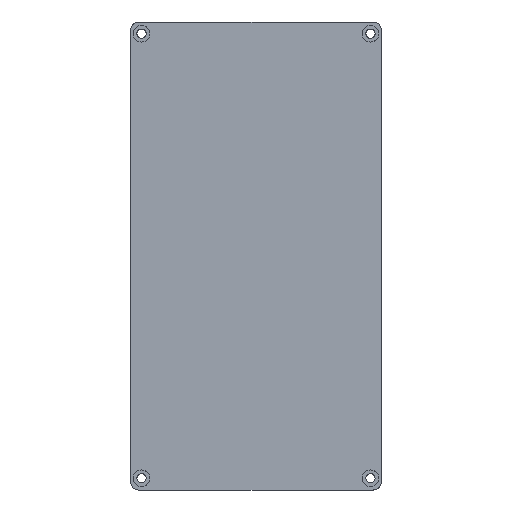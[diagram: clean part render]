
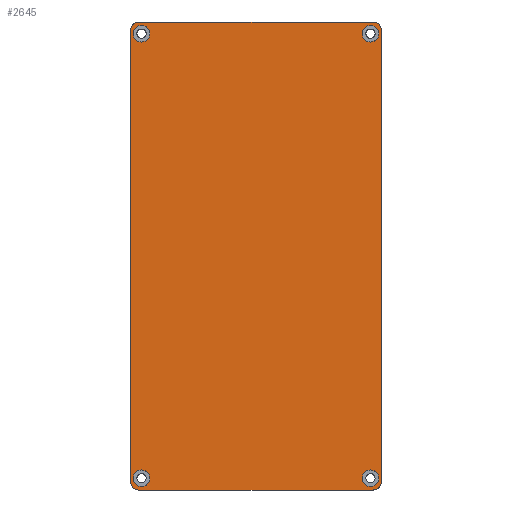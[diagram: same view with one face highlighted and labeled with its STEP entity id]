
A CAD part, front view. The second image highlights one B-rep face of the part: STEP entity #2645.
In plain terms, the highlighted free-form (B-spline) face has degree [1, 1] with [2, 2] control points.
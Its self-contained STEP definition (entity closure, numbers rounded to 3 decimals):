
#1919 = VERTEX_POINT('',#1920);
#1920 = CARTESIAN_POINT('',(59.77,0.,-125.188));
#1925 = EDGE_CURVE('',#1919,#1919,#1926,.T.);
#1926 = ( BOUNDED_CURVE() B_SPLINE_CURVE(2,(#1927,#1928,#1929,#1930,
#1931,#1932,#1933),.UNSPECIFIED.,.T.,.F.) B_SPLINE_CURVE_WITH_KNOTS((3,2
    ,2,3),(3.142,5.236,7.33,9.425),
.PIECEWISE_BEZIER_KNOTS.) CURVE() GEOMETRIC_REPRESENTATION_ITEM() 
RATIONAL_B_SPLINE_CURVE((1.,0.5,1.,0.5,1.,0.5,1.)) REPRESENTATION_ITEM(
  '') );
#1927 = CARTESIAN_POINT('',(59.77,0.,-125.188));
#1928 = CARTESIAN_POINT('',(59.77,0.,-117.036));
#1929 = CARTESIAN_POINT('',(66.83,0.,-121.112));
#1930 = CARTESIAN_POINT('',(73.889,0.,-125.188));
#1931 = CARTESIAN_POINT('',(66.83,0.,-129.263));
#1932 = CARTESIAN_POINT('',(59.77,0.,-133.339));
#1933 = CARTESIAN_POINT('',(59.77,0.,-125.188));
#1994 = VERTEX_POINT('',#1995);
#1995 = CARTESIAN_POINT('',(-69.183,0.,125.188));
#2000 = EDGE_CURVE('',#1994,#1994,#2001,.T.);
#2001 = ( BOUNDED_CURVE() B_SPLINE_CURVE(2,(#2002,#2003,#2004,#2005,
#2006,#2007,#2008),.UNSPECIFIED.,.T.,.F.) B_SPLINE_CURVE_WITH_KNOTS((3,2
    ,2,3),(3.142,5.236,7.33,9.425),
.PIECEWISE_BEZIER_KNOTS.) CURVE() GEOMETRIC_REPRESENTATION_ITEM() 
RATIONAL_B_SPLINE_CURVE((1.,0.5,1.,0.5,1.,0.5,1.)) REPRESENTATION_ITEM(
  '') );
#2002 = CARTESIAN_POINT('',(-69.183,0.,125.188));
#2003 = CARTESIAN_POINT('',(-69.183,0.,133.339));
#2004 = CARTESIAN_POINT('',(-62.123,0.,129.263));
#2005 = CARTESIAN_POINT('',(-55.064,0.,125.188));
#2006 = CARTESIAN_POINT('',(-62.123,0.,121.112));
#2007 = CARTESIAN_POINT('',(-69.183,0.,117.036));
#2008 = CARTESIAN_POINT('',(-69.183,0.,125.188));
#2069 = VERTEX_POINT('',#2070);
#2070 = CARTESIAN_POINT('',(-69.183,0.,-125.188));
#2075 = EDGE_CURVE('',#2069,#2069,#2076,.T.);
#2076 = ( BOUNDED_CURVE() B_SPLINE_CURVE(2,(#2077,#2078,#2079,#2080,
#2081,#2082,#2083),.UNSPECIFIED.,.T.,.F.) B_SPLINE_CURVE_WITH_KNOTS((3,2
    ,2,3),(3.142,5.236,7.33,9.425),
.PIECEWISE_BEZIER_KNOTS.) CURVE() GEOMETRIC_REPRESENTATION_ITEM() 
RATIONAL_B_SPLINE_CURVE((1.,0.5,1.,0.5,1.,0.5,1.)) REPRESENTATION_ITEM(
  '') );
#2077 = CARTESIAN_POINT('',(-69.183,0.,-125.188));
#2078 = CARTESIAN_POINT('',(-69.183,0.,-117.036));
#2079 = CARTESIAN_POINT('',(-62.123,0.,-121.112));
#2080 = CARTESIAN_POINT('',(-55.064,0.,-125.188));
#2081 = CARTESIAN_POINT('',(-62.123,0.,-129.263));
#2082 = CARTESIAN_POINT('',(-69.183,0.,-133.339));
#2083 = CARTESIAN_POINT('',(-69.183,0.,-125.188));
#2144 = VERTEX_POINT('',#2145);
#2145 = CARTESIAN_POINT('',(59.77,0.,125.188));
#2150 = EDGE_CURVE('',#2144,#2144,#2151,.T.);
#2151 = ( BOUNDED_CURVE() B_SPLINE_CURVE(2,(#2152,#2153,#2154,#2155,
#2156,#2157,#2158),.UNSPECIFIED.,.T.,.F.) B_SPLINE_CURVE_WITH_KNOTS((3,2
    ,2,3),(3.142,5.236,7.33,9.425),
.PIECEWISE_BEZIER_KNOTS.) CURVE() GEOMETRIC_REPRESENTATION_ITEM() 
RATIONAL_B_SPLINE_CURVE((1.,0.5,1.,0.5,1.,0.5,1.)) REPRESENTATION_ITEM(
  '') );
#2152 = CARTESIAN_POINT('',(59.77,0.,125.188));
#2153 = CARTESIAN_POINT('',(59.77,0.,133.339));
#2154 = CARTESIAN_POINT('',(66.83,0.,129.263));
#2155 = CARTESIAN_POINT('',(73.889,0.,125.188));
#2156 = CARTESIAN_POINT('',(66.83,0.,121.112));
#2157 = CARTESIAN_POINT('',(59.77,0.,117.036));
#2158 = CARTESIAN_POINT('',(59.77,0.,125.188));
#2592 = VERTEX_POINT('',#2593);
#2593 = CARTESIAN_POINT('',(-70.595,0.,127.07));
#2598 = EDGE_CURVE('',#2592,#2599,#2601,.T.);
#2599 = VERTEX_POINT('',#2600);
#2600 = CARTESIAN_POINT('',(-65.888,0.,131.776));
#2601 = ( BOUNDED_CURVE() B_SPLINE_CURVE(2,(#2602,#2603,#2604),
.UNSPECIFIED.,.F.,.F.) B_SPLINE_CURVE_WITH_KNOTS((3,3),(5.498,
7.069),.PIECEWISE_BEZIER_KNOTS.) CURVE() 
GEOMETRIC_REPRESENTATION_ITEM() RATIONAL_B_SPLINE_CURVE((1.,
0.707,1.)) REPRESENTATION_ITEM('') );
#2602 = CARTESIAN_POINT('',(-70.595,0.,127.07));
#2603 = CARTESIAN_POINT('',(-70.595,0.,131.776));
#2604 = CARTESIAN_POINT('',(-65.888,0.,131.776));
#2622 = EDGE_CURVE('',#2623,#2599,#2625,.T.);
#2623 = VERTEX_POINT('',#2624);
#2624 = CARTESIAN_POINT('',(65.888,0.,131.776));
#2625 = B_SPLINE_CURVE_WITH_KNOTS('',1,(#2626,#2627),.UNSPECIFIED.,.F.,
  .F.,(2,2),(5.,145.),.PIECEWISE_BEZIER_KNOTS.);
#2626 = CARTESIAN_POINT('',(65.888,0.,131.776));
#2627 = CARTESIAN_POINT('',(-65.888,0.,131.776));
#2645 = ADVANCED_FACE('',(#2646,#2693,#2696,#2699,#2702),#2705,.F.);
#2646 = FACE_BOUND('',#2647,.T.);
#2647 = EDGE_LOOP('',(#2648,#2649,#2656,#2664,#2671,#2679,#2686,#2692));
#2648 = ORIENTED_EDGE('',*,*,#2598,.F.);
#2649 = ORIENTED_EDGE('',*,*,#2650,.T.);
#2650 = EDGE_CURVE('',#2592,#2651,#2653,.T.);
#2651 = VERTEX_POINT('',#2652);
#2652 = CARTESIAN_POINT('',(-70.595,0.,-127.07));
#2653 = B_SPLINE_CURVE_WITH_KNOTS('',1,(#2654,#2655),.UNSPECIFIED.,.F.,
  .F.,(2,2),(5.,275.),.PIECEWISE_BEZIER_KNOTS.);
#2654 = CARTESIAN_POINT('',(-70.595,0.,127.07));
#2655 = CARTESIAN_POINT('',(-70.595,0.,-127.07));
#2656 = ORIENTED_EDGE('',*,*,#2657,.F.);
#2657 = EDGE_CURVE('',#2658,#2651,#2660,.T.);
#2658 = VERTEX_POINT('',#2659);
#2659 = CARTESIAN_POINT('',(-65.888,0.,-131.776));
#2660 = ( BOUNDED_CURVE() B_SPLINE_CURVE(2,(#2661,#2662,#2663),
.UNSPECIFIED.,.F.,.F.) B_SPLINE_CURVE_WITH_KNOTS((3,3),(5.498,
7.069),.PIECEWISE_BEZIER_KNOTS.) CURVE() 
GEOMETRIC_REPRESENTATION_ITEM() RATIONAL_B_SPLINE_CURVE((1.,
0.707,1.)) REPRESENTATION_ITEM('') );
#2661 = CARTESIAN_POINT('',(-65.888,0.,-131.776));
#2662 = CARTESIAN_POINT('',(-70.595,0.,-131.776));
#2663 = CARTESIAN_POINT('',(-70.595,0.,-127.07));
#2664 = ORIENTED_EDGE('',*,*,#2665,.T.);
#2665 = EDGE_CURVE('',#2658,#2666,#2668,.T.);
#2666 = VERTEX_POINT('',#2667);
#2667 = CARTESIAN_POINT('',(65.888,0.,-131.776));
#2668 = B_SPLINE_CURVE_WITH_KNOTS('',1,(#2669,#2670),.UNSPECIFIED.,.F.,
  .F.,(2,2),(5.,145.),.PIECEWISE_BEZIER_KNOTS.);
#2669 = CARTESIAN_POINT('',(-65.888,0.,-131.776));
#2670 = CARTESIAN_POINT('',(65.888,0.,-131.776));
#2671 = ORIENTED_EDGE('',*,*,#2672,.F.);
#2672 = EDGE_CURVE('',#2673,#2666,#2675,.T.);
#2673 = VERTEX_POINT('',#2674);
#2674 = CARTESIAN_POINT('',(70.595,0.,-127.07));
#2675 = ( BOUNDED_CURVE() B_SPLINE_CURVE(2,(#2676,#2677,#2678),
.UNSPECIFIED.,.F.,.F.) B_SPLINE_CURVE_WITH_KNOTS((3,3),(5.498,
7.069),.PIECEWISE_BEZIER_KNOTS.) CURVE() 
GEOMETRIC_REPRESENTATION_ITEM() RATIONAL_B_SPLINE_CURVE((1.,
0.707,1.)) REPRESENTATION_ITEM('') );
#2676 = CARTESIAN_POINT('',(70.595,0.,-127.07));
#2677 = CARTESIAN_POINT('',(70.595,0.,-131.776));
#2678 = CARTESIAN_POINT('',(65.888,0.,-131.776));
#2679 = ORIENTED_EDGE('',*,*,#2680,.T.);
#2680 = EDGE_CURVE('',#2673,#2681,#2683,.T.);
#2681 = VERTEX_POINT('',#2682);
#2682 = CARTESIAN_POINT('',(70.595,0.,127.07));
#2683 = B_SPLINE_CURVE_WITH_KNOTS('',1,(#2684,#2685),.UNSPECIFIED.,.F.,
  .F.,(2,2),(5.,275.),.PIECEWISE_BEZIER_KNOTS.);
#2684 = CARTESIAN_POINT('',(70.595,0.,-127.07));
#2685 = CARTESIAN_POINT('',(70.595,0.,127.07));
#2686 = ORIENTED_EDGE('',*,*,#2687,.F.);
#2687 = EDGE_CURVE('',#2623,#2681,#2688,.T.);
#2688 = ( BOUNDED_CURVE() B_SPLINE_CURVE(2,(#2689,#2690,#2691),
.UNSPECIFIED.,.F.,.F.) B_SPLINE_CURVE_WITH_KNOTS((3,3),(5.498,
7.069),.PIECEWISE_BEZIER_KNOTS.) CURVE() 
GEOMETRIC_REPRESENTATION_ITEM() RATIONAL_B_SPLINE_CURVE((1.,
0.707,1.)) REPRESENTATION_ITEM('') );
#2689 = CARTESIAN_POINT('',(65.888,0.,131.776));
#2690 = CARTESIAN_POINT('',(70.595,0.,131.776));
#2691 = CARTESIAN_POINT('',(70.595,0.,127.07));
#2692 = ORIENTED_EDGE('',*,*,#2622,.T.);
#2693 = FACE_BOUND('',#2694,.T.);
#2694 = EDGE_LOOP('',(#2695));
#2695 = ORIENTED_EDGE('',*,*,#1925,.T.);
#2696 = FACE_BOUND('',#2697,.T.);
#2697 = EDGE_LOOP('',(#2698));
#2698 = ORIENTED_EDGE('',*,*,#2000,.T.);
#2699 = FACE_BOUND('',#2700,.T.);
#2700 = EDGE_LOOP('',(#2701));
#2701 = ORIENTED_EDGE('',*,*,#2075,.T.);
#2702 = FACE_BOUND('',#2703,.T.);
#2703 = EDGE_LOOP('',(#2704));
#2704 = ORIENTED_EDGE('',*,*,#2150,.T.);
#2705 = B_SPLINE_SURFACE_WITH_KNOTS('',1,1,(
    (#2706,#2707)
    ,(#2708,#2709
    )),.UNSPECIFIED.,.F.,.F.,.F.,(2,2),(2,2),(-75.,75.),(-140.,140.),
  .PIECEWISE_BEZIER_KNOTS.);
#2706 = CARTESIAN_POINT('',(-70.595,0.,131.776));
#2707 = CARTESIAN_POINT('',(-70.595,0.,-131.776));
#2708 = CARTESIAN_POINT('',(70.595,0.,131.776));
#2709 = CARTESIAN_POINT('',(70.595,0.,-131.776));
